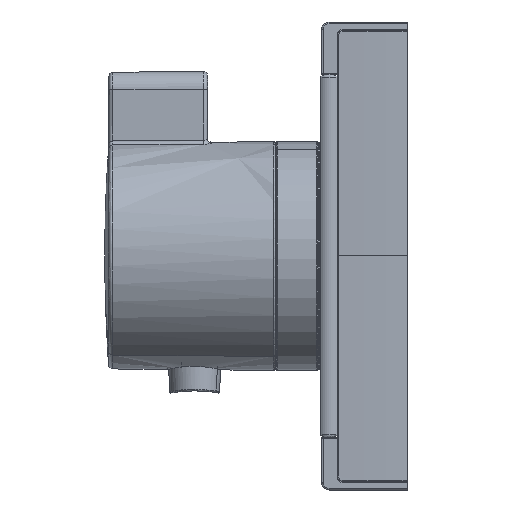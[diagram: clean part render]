
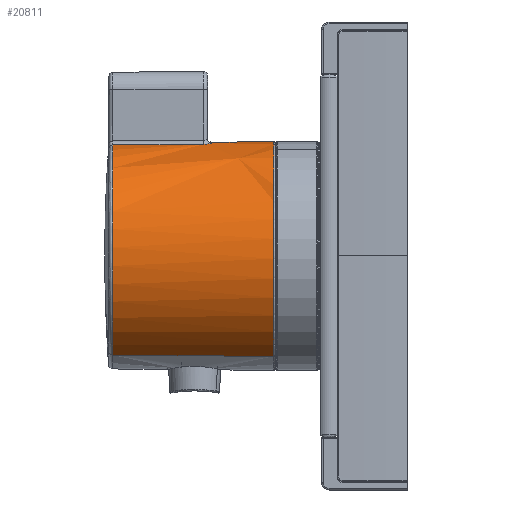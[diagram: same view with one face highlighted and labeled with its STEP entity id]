
A CAD part, left-side view. The second image highlights one B-rep face of the part: STEP entity #20811.
In plain terms, the highlighted free-form (B-spline) face has degree [1, 7] with [2, 8] control points.
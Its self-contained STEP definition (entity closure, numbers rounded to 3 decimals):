
#20296=CARTESIAN_POINT(' ',(10.546,0.303,19.304));
#20301=CARTESIAN_POINT(' ',(1.882,0.303,24.038));
#20306=CARTESIAN_POINT(' ',(-9.253,0.303,24.228));
#20311=CARTESIAN_POINT(' ',(-20.059,0.303,18.363));
#20316=CARTESIAN_POINT(' ',(-26.29,0.303,6.957));
#20321=CARTESIAN_POINT(' ',(-25.387,0.303,-5.305));
#20326=CARTESIAN_POINT(' ',(-19.21,0.303,-14.571));
#20331=CARTESIAN_POINT(' ',(-10.546,0.303,-19.304));
#20336=CARTESIAN_POINT(' ',(10.417,31.26,19.067));
#20341=CARTESIAN_POINT(' ',(1.859,31.26,23.742));
#20346=CARTESIAN_POINT(' ',(-9.139,31.26,23.931));
#20351=CARTESIAN_POINT(' ',(-19.813,31.26,18.138));
#20356=CARTESIAN_POINT(' ',(-25.967,31.26,6.872));
#20361=CARTESIAN_POINT(' ',(-25.075,31.26,-5.24));
#20366=CARTESIAN_POINT(' ',(-18.974,31.26,-14.392));
#20371=CARTESIAN_POINT(' ',(-10.417,31.26,-19.067));
#20376=B_SPLINE_SURFACE_WITH_KNOTS(' ',1,7,((#20296,#20301,#20306,#20311,#20316,#20321,#20326,#20331),(#20336,#20341,#20346,#20351,#20356,#20361,#20366,#20371)),.UNSPECIFIED.,.F.,.F.,.U.,(2,2),(8,8),(0.,1.),(0.,1.),.UNSPECIFIED.);
#20381=CARTESIAN_POINT(' ',(-0.007,31.26,-0.02));
#20386=DIRECTION(' ',(0.,1.,0.));
#20391=DIRECTION(' ',(0.184,0.,0.983));
#20396=AXIS2_PLACEMENT_3D(' ',#20381,#20386,#20391);
#20401=CIRCLE('',#20396,21.748);
#20406=CARTESIAN_POINT(' ',(3.994,31.26,21.357));
#20407=VERTEX_POINT(' ',#20406);
#20411=CARTESIAN_POINT(' ',(10.417,31.26,19.067));
#20412=VERTEX_POINT(' ',#20411);
#20416=EDGE_CURVE(' ',#20407,#20412,#20401,.T.);
#20421=ORIENTED_EDGE(' ',*,*,#20416,.F.);
#20426=CARTESIAN_POINT(' ',(4.142,13.807,21.484));
#20431=DIRECTION(' ',(-0.008,1.,-0.007));
#20436=VECTOR(' ',#20431,1.);
#20441=LINE('',#20426,#20436);
#20446=CARTESIAN_POINT(' ',(4.142,13.807,21.484));
#20447=VERTEX_POINT(' ',#20446);
#20451=EDGE_CURVE(' ',#20447,#20407,#20441,.T.);
#20456=ORIENTED_EDGE(' ',*,*,#20451,.F.);
#20461=CARTESIAN_POINT(' ',(2.598,12.193,21.739));
#20466=CARTESIAN_POINT(' ',(2.953,12.193,21.696));
#20471=CARTESIAN_POINT(' ',(3.302,12.324,21.644));
#20476=CARTESIAN_POINT(' ',(3.843,12.781,21.55));
#20481=CARTESIAN_POINT(' ',(4.034,13.105,21.511));
#20486=CARTESIAN_POINT(' ',(4.131,13.572,21.488));
#20491=CARTESIAN_POINT(' ',(4.142,13.689,21.485));
#20496=CARTESIAN_POINT(' ',(4.142,13.807,21.484));
#20501=B_SPLINE_CURVE_WITH_KNOTS('',3,(#20461,#20466,#20471,#20476,#20481,#20486,#20491,#20496),.UNSPECIFIED.,.F.,.U.,(4,2,2,4),(0.,0.43,0.86,1.),.UNSPECIFIED.);
#20506=CARTESIAN_POINT(' ',(2.598,12.193,21.739));
#20507=VERTEX_POINT(' ',#20506);
#20511=EDGE_CURVE(' ',#20507,#20447,#20501,.T.);
#20516=ORIENTED_EDGE(' ',*,*,#20511,.F.);
#20521=CARTESIAN_POINT(' ',(0.,12.193,-0.016));
#20526=DIRECTION(' ',(0.,1.,0.));
#20531=DIRECTION(' ',(-0.119,0.,0.993));
#20536=AXIS2_PLACEMENT_3D(' ',#20521,#20526,#20531);
#20541=CIRCLE('',#20536,21.909);
#20546=CARTESIAN_POINT(' ',(-2.598,12.193,21.739));
#20547=VERTEX_POINT(' ',#20546);
#20551=EDGE_CURVE(' ',#20547,#20507,#20541,.T.);
#20556=ORIENTED_EDGE(' ',*,*,#20551,.F.);
#20561=CARTESIAN_POINT(' ',(-4.141,13.807,21.484));
#20566=CARTESIAN_POINT(' ',(-4.144,13.444,21.487));
#20571=CARTESIAN_POINT(' ',(-4.026,13.087,21.513));
#20576=CARTESIAN_POINT(' ',(-3.596,12.52,21.594));
#20581=CARTESIAN_POINT(' ',(-3.284,12.314,21.648));
#20586=CARTESIAN_POINT(' ',(-2.828,12.206,21.71));
#20591=CARTESIAN_POINT(' ',(-2.714,12.193,21.725));
#20596=CARTESIAN_POINT(' ',(-2.598,12.193,21.739));
#20601=B_SPLINE_CURVE_WITH_KNOTS('',3,(#20561,#20566,#20571,#20576,#20581,#20586,#20591,#20596),.UNSPECIFIED.,.F.,.U.,(4,2,2,4),(0.,0.43,0.86,1.),.UNSPECIFIED.);
#20606=CARTESIAN_POINT(' ',(-4.141,13.807,21.484));
#20607=VERTEX_POINT(' ',#20606);
#20611=EDGE_CURVE(' ',#20607,#20547,#20601,.T.);
#20616=ORIENTED_EDGE(' ',*,*,#20611,.F.);
#20621=CARTESIAN_POINT(' ',(-3.994,31.26,21.357));
#20626=DIRECTION(' ',(-0.008,-1.,0.007));
#20631=VECTOR(' ',#20626,1.);
#20636=LINE('',#20621,#20631);
#20641=CARTESIAN_POINT(' ',(-3.994,31.26,21.357));
#20642=VERTEX_POINT(' ',#20641);
#20646=EDGE_CURVE(' ',#20642,#20607,#20636,.T.);
#20651=ORIENTED_EDGE(' ',*,*,#20646,.F.);
#20656=CARTESIAN_POINT(' ',(0.,31.26,0.));
#20661=DIRECTION(' ',(0.,1.,0.));
#20666=DIRECTION(' ',(-0.479,0.,-0.878));
#20671=AXIS2_PLACEMENT_3D(' ',#20656,#20661,#20666);
#20676=CIRCLE('',#20671,21.727);
#20681=CARTESIAN_POINT(' ',(-10.417,31.26,-19.067));
#20682=VERTEX_POINT(' ',#20681);
#20686=EDGE_CURVE(' ',#20682,#20642,#20676,.T.);
#20691=ORIENTED_EDGE(' ',*,*,#20686,.F.);
#20696=CARTESIAN_POINT(' ',(-10.546,0.303,-19.304));
#20701=DIRECTION(' ',(0.004,1.,0.008));
#20706=VECTOR(' ',#20701,1.);
#20711=LINE('',#20696,#20706);
#20716=CARTESIAN_POINT(' ',(-10.546,0.303,-19.304));
#20717=VERTEX_POINT(' ',#20716);
#20721=EDGE_CURVE(' ',#20717,#20682,#20711,.T.);
#20726=ORIENTED_EDGE(' ',*,*,#20721,.F.);
#20731=CARTESIAN_POINT(' ',(0.,0.303,0.));
#20736=DIRECTION(' ',(0.,1.,0.));
#20741=DIRECTION(' ',(-0.479,0.,-0.878));
#20746=AXIS2_PLACEMENT_3D(' ',#20731,#20736,#20741);
#20751=CIRCLE('',#20746,21.997);
#20756=CARTESIAN_POINT(' ',(10.546,0.303,19.304));
#20757=VERTEX_POINT(' ',#20756);
#20761=EDGE_CURVE(' ',#20717,#20757,#20751,.T.);
#20766=ORIENTED_EDGE(' ',*,*,#20761,.T.);
#20771=CARTESIAN_POINT(' ',(10.546,0.303,19.304));
#20776=DIRECTION(' ',(-0.004,1.,-0.008));
#20781=VECTOR(' ',#20776,1.);
#20786=LINE('',#20771,#20781);
#20791=EDGE_CURVE(' ',#20757,#20412,#20786,.T.);
#20796=ORIENTED_EDGE(' ',*,*,#20791,.T.);
#20801=EDGE_LOOP(' ',(#20421,#20456,#20516,#20556,#20616,#20651,#20691,#20726,#20766,#20796));
#20806=FACE_OUTER_BOUND(' ',#20801,.T.);
#20811=ADVANCED_FACE('',(#20806),#20376,.T.);
